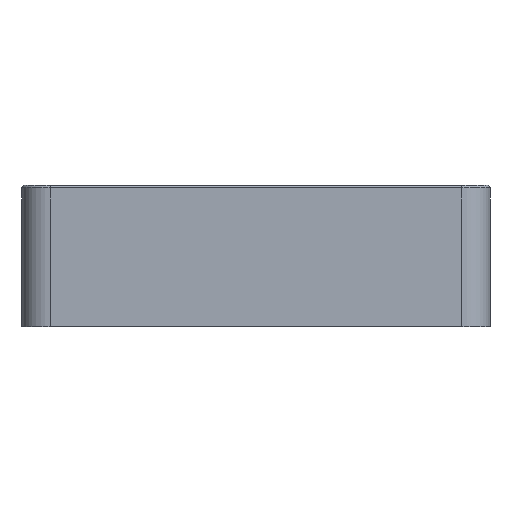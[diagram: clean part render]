
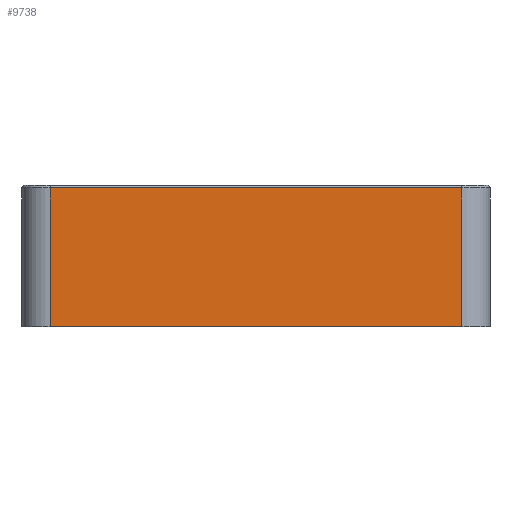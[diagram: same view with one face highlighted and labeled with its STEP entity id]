
A CAD part, left-side view. The second image highlights one B-rep face of the part: STEP entity #9738.
In plain terms, the highlighted planar face has unit normal (-1, 0, 0).
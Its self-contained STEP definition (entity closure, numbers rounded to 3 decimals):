
#193=PLANE('',#10888);
#851=LINE('',#17828,#1582);
#861=LINE('',#17867,#1592);
#862=LINE('',#17871,#1593);
#915=LINE('',#17985,#1646);
#1582=VECTOR('',#13158,10.);
#1592=VECTOR('',#13206,10.);
#1593=VECTOR('',#13211,10.);
#1646=VECTOR('',#13302,10.);
#2553=FACE_OUTER_BOUND('',#3137,.T.);
#3137=EDGE_LOOP('',(#9140,#9141,#9142,#9143));
#4597=VERTEX_POINT('',#17822);
#4598=VERTEX_POINT('',#17826);
#4608=VERTEX_POINT('',#17866);
#4609=VERTEX_POINT('',#17870);
#5891=EDGE_CURVE('',#4598,#4597,#851,.T.);
#5910=EDGE_CURVE('',#4597,#4608,#861,.T.);
#5912=EDGE_CURVE('',#4608,#4609,#862,.T.);
#5983=EDGE_CURVE('',#4609,#4598,#915,.T.);
#9140=ORIENTED_EDGE('',*,*,#5891,.F.);
#9141=ORIENTED_EDGE('',*,*,#5983,.F.);
#9142=ORIENTED_EDGE('',*,*,#5912,.F.);
#9143=ORIENTED_EDGE('',*,*,#5910,.F.);
#9738=ADVANCED_FACE('',(#2553),#193,.T.);
#10888=AXIS2_PLACEMENT_3D('',#18928,#13892,#13893);
#13158=DIRECTION('',(0.,-1.,0.));
#13206=DIRECTION('',(0.,0.,-1.));
#13211=DIRECTION('',(0.,1.,0.));
#13302=DIRECTION('',(0.,0.,1.));
#13892=DIRECTION('center_axis',(-1.,0.,0.));
#13893=DIRECTION('ref_axis',(0.,-1.,0.));
#17822=CARTESIAN_POINT('',(-88.75,-29.,19.6));
#17826=CARTESIAN_POINT('',(-88.75,29.,19.6));
#17828=CARTESIAN_POINT('',(-88.75,16.5,19.6));
#17866=CARTESIAN_POINT('',(-88.75,-29.,0.));
#17867=CARTESIAN_POINT('',(-88.75,-29.,0.));
#17870=CARTESIAN_POINT('',(-88.75,29.,0.));
#17871=CARTESIAN_POINT('',(-88.75,-33.,0.));
#17985=CARTESIAN_POINT('',(-88.75,29.,0.));
#18928=CARTESIAN_POINT('Origin',(-88.75,33.,0.));
